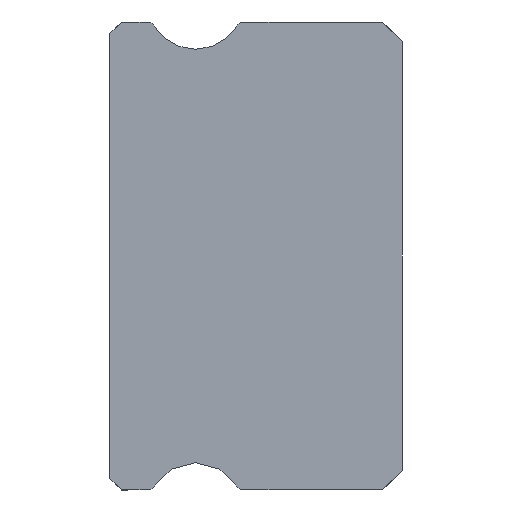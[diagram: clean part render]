
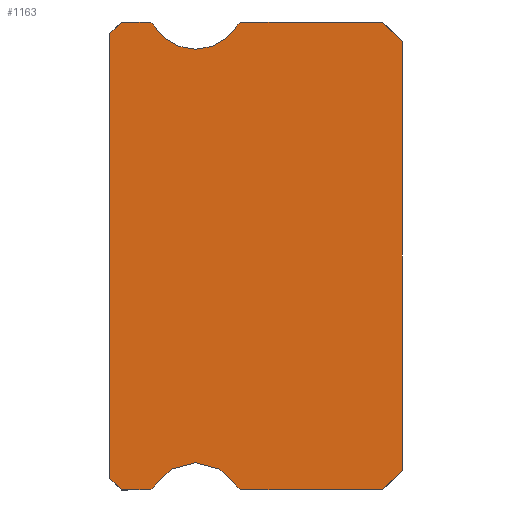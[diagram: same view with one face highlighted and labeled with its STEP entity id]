
A CAD part, left-side view. The second image highlights one B-rep face of the part: STEP entity #1163.
In plain terms, the highlighted planar face has unit normal (-1, 0, 0).
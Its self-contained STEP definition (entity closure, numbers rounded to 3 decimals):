
#31 = EDGE_CURVE ( 'NONE', #11074, #10466, #812, .T. ) ;
#298 = CARTESIAN_POINT ( 'NONE',  ( -15., 6.512, -5.85 ) ) ;
#359 = VERTEX_POINT ( 'NONE', #11997 ) ;
#362 = DIRECTION ( 'NONE',  ( 0., 0., -1. ) ) ;
#377 = DIRECTION ( 'NONE',  ( 0., 0., -1. ) ) ;
#378 = CARTESIAN_POINT ( 'NONE',  ( -15., 7.5, 5.7 ) ) ;
#502 = CARTESIAN_POINT ( 'NONE',  ( -15., 6.512, 5.85 ) ) ;
#567 = VERTEX_POINT ( 'NONE', #9728 ) ;
#611 = VECTOR ( 'NONE', #12849, 1000. ) ;
#669 = ORIENTED_EDGE ( 'NONE', *, *, #11138, .F. ) ;
#685 = LINE ( 'NONE', #7936, #11041 ) ;
#762 = EDGE_CURVE ( 'NONE', #7108, #4227, #1970, .T. ) ;
#799 = VECTOR ( 'NONE', #7222, 1000. ) ;
#812 = CIRCLE ( 'NONE', #6314, 0.15 ) ;
#835 = VECTOR ( 'NONE', #10492, 1000. ) ;
#982 = CARTESIAN_POINT ( 'NONE',  ( -15., 0.5, 6. ) ) ;
#985 = ORIENTED_EDGE ( 'NONE', *, *, #4426, .F. ) ;
#1120 = ORIENTED_EDGE ( 'NONE', *, *, #10424, .F. ) ;
#1163 = ADVANCED_FACE ( 'NONE', ( #5876 ), #11910, .F. ) ;
#1302 = VECTOR ( 'NONE', #13003, 1000. ) ;
#1348 = CARTESIAN_POINT ( 'NONE',  ( -15., 7.2, 6. ) ) ;
#1454 = AXIS2_PLACEMENT_3D ( 'NONE', #502, #5557, #377 ) ;
#1739 = EDGE_CURVE ( 'NONE', #3144, #2263, #10557, .T. ) ;
#1741 = ORIENTED_EDGE ( 'NONE', *, *, #1739, .F. ) ;
#1781 = AXIS2_PLACEMENT_3D ( 'NONE', #6465, #10567, #7822 ) ;
#1875 = CARTESIAN_POINT ( 'NONE',  ( -15., 5.3, -6.55 ) ) ;
#1970 = LINE ( 'NONE', #8170, #2412 ) ;
#2263 = VERTEX_POINT ( 'NONE', #6344 ) ;
#2314 = VECTOR ( 'NONE', #2392, 1000. ) ;
#2362 = VECTOR ( 'NONE', #9129, 1000. ) ;
#2368 = CARTESIAN_POINT ( 'NONE',  ( -15., 4.088, -6. ) ) ;
#2392 = DIRECTION ( 'NONE',  ( 0., -0.707, -0.707 ) ) ;
#2412 = VECTOR ( 'NONE', #4959, 1000. ) ;
#2553 = LINE ( 'NONE', #12692, #835 ) ;
#2569 = CARTESIAN_POINT ( 'NONE',  ( -15., 7.5, 5.7 ) ) ;
#2766 = DIRECTION ( 'NONE',  ( 1., 0., 0. ) ) ;
#2815 = AXIS2_PLACEMENT_3D ( 'NONE', #298, #11628, #362 ) ;
#2901 = CARTESIAN_POINT ( 'NONE',  ( -15., 6.383, 5.925 ) ) ;
#2917 = CARTESIAN_POINT ( 'NONE',  ( -15., 6.512, 6. ) ) ;
#2966 = CIRCLE ( 'NONE', #1454, 0.15 ) ;
#3000 = VERTEX_POINT ( 'NONE', #5478 ) ;
#3144 = VERTEX_POINT ( 'NONE', #12040 ) ;
#3153 = CARTESIAN_POINT ( 'NONE',  ( -15., 4.088, -5.85 ) ) ;
#3171 = LINE ( 'NONE', #5950, #799 ) ;
#3190 = ORIENTED_EDGE ( 'NONE', *, *, #6847, .T. ) ;
#3211 = DIRECTION ( 'NONE',  ( -1., 0., 0. ) ) ;
#3544 = CIRCLE ( 'NONE', #11003, 1.25 ) ;
#3578 = ORIENTED_EDGE ( 'NONE', *, *, #762, .T. ) ;
#3684 = ORIENTED_EDGE ( 'NONE', *, *, #5968, .F. ) ;
#3714 = LINE ( 'NONE', #378, #4343 ) ;
#4227 = VERTEX_POINT ( 'NONE', #10693 ) ;
#4239 = ORIENTED_EDGE ( 'NONE', *, *, #31, .F. ) ;
#4274 = DIRECTION ( 'NONE',  ( 0., 0., -1. ) ) ;
#4343 = VECTOR ( 'NONE', #9793, 1000. ) ;
#4357 = ORIENTED_EDGE ( 'NONE', *, *, #11353, .F. ) ;
#4426 = EDGE_CURVE ( 'NONE', #11577, #3000, #12498, .T. ) ;
#4716 = CARTESIAN_POINT ( 'NONE',  ( -15., 0.5, -6. ) ) ;
#4733 = DIRECTION ( 'NONE',  ( -1., 0., 0. ) ) ;
#4816 = DIRECTION ( 'NONE',  ( 0., 0., -1. ) ) ;
#4959 = DIRECTION ( 'NONE',  ( 0., -1., 0. ) ) ;
#5029 = CARTESIAN_POINT ( 'NONE',  ( -15., 4.217, -5.925 ) ) ;
#5060 = EDGE_CURVE ( 'NONE', #11761, #11074, #7702, .T. ) ;
#5282 = EDGE_CURVE ( 'NONE', #6702, #359, #9403, .T. ) ;
#5478 = CARTESIAN_POINT ( 'NONE',  ( -15., 5.3, 5.3 ) ) ;
#5502 = CARTESIAN_POINT ( 'NONE',  ( -15., 7.2, -6. ) ) ;
#5557 = DIRECTION ( 'NONE',  ( 1., 0., 0. ) ) ;
#5660 = DIRECTION ( 'NONE',  ( 0., 1., 0. ) ) ;
#5687 = CARTESIAN_POINT ( 'NONE',  ( -15., 6.512, -6. ) ) ;
#5820 = EDGE_CURVE ( 'NONE', #10336, #11317, #3171, .T. ) ;
#5876 = FACE_OUTER_BOUND ( 'NONE', #9699, .T. ) ;
#5900 = LINE ( 'NONE', #2917, #1302 ) ;
#5950 = CARTESIAN_POINT ( 'NONE',  ( -15., 7.5, 5.85 ) ) ;
#5968 = EDGE_CURVE ( 'NONE', #3000, #3144, #3544, .T. ) ;
#6022 = CARTESIAN_POINT ( 'NONE',  ( -15., 0., -5.5 ) ) ;
#6063 = VECTOR ( 'NONE', #5660, 1000. ) ;
#6153 = CIRCLE ( 'NONE', #6563, 1.25 ) ;
#6191 = DIRECTION ( 'NONE',  ( 1., 0., 0. ) ) ;
#6314 = AXIS2_PLACEMENT_3D ( 'NONE', #3153, #6191, #13103 ) ;
#6344 = CARTESIAN_POINT ( 'NONE',  ( -15., 4.088, 6. ) ) ;
#6465 = CARTESIAN_POINT ( 'NONE',  ( -15., 4.088, 5.85 ) ) ;
#6563 = AXIS2_PLACEMENT_3D ( 'NONE', #1875, #3211, #9532 ) ;
#6629 = VERTEX_POINT ( 'NONE', #8154 ) ;
#6702 = VERTEX_POINT ( 'NONE', #982 ) ;
#6847 = EDGE_CURVE ( 'NONE', #567, #6629, #9417, .T. ) ;
#7108 = VERTEX_POINT ( 'NONE', #5502 ) ;
#7196 = AXIS2_PLACEMENT_3D ( 'NONE', #12479, #7326, #4274 ) ;
#7222 = DIRECTION ( 'NONE',  ( 0., 0., 1. ) ) ;
#7326 = DIRECTION ( 'NONE',  ( -1., 0., 0. ) ) ;
#7611 = CARTESIAN_POINT ( 'NONE',  ( -15., 6.383, -5.925 ) ) ;
#7702 = LINE ( 'NONE', #5687, #611 ) ;
#7822 = DIRECTION ( 'NONE',  ( 0., 0., -1. ) ) ;
#7936 = CARTESIAN_POINT ( 'NONE',  ( -15., 7.2, -6. ) ) ;
#8154 = CARTESIAN_POINT ( 'NONE',  ( -15., 7.2, 6. ) ) ;
#8170 = CARTESIAN_POINT ( 'NONE',  ( -15., 6.512, -6. ) ) ;
#8402 = EDGE_CURVE ( 'NONE', #6629, #11317, #3714, .T. ) ;
#8540 = CIRCLE ( 'NONE', #2815, 0.15 ) ;
#9129 = DIRECTION ( 'NONE',  ( 0., 0.707, -0.707 ) ) ;
#9403 = LINE ( 'NONE', #12174, #2314 ) ;
#9417 = LINE ( 'NONE', #1348, #6063 ) ;
#9532 = DIRECTION ( 'NONE',  ( 0., 0., -1. ) ) ;
#9699 = EDGE_LOOP ( 'NONE', ( #12084, #11009, #10198, #3578, #4357, #1120, #4239, #10651, #12584, #10218, #12505, #669, #1741, #3684, #985, #11500, #3190 ) ) ;
#9728 = CARTESIAN_POINT ( 'NONE',  ( -15., 6.512, 6. ) ) ;
#9764 = CARTESIAN_POINT ( 'NONE',  ( -15., 5.3, 6.55 ) ) ;
#9793 = DIRECTION ( 'NONE',  ( 0., 0.707, -0.707 ) ) ;
#10198 = ORIENTED_EDGE ( 'NONE', *, *, #13175, .T. ) ;
#10218 = ORIENTED_EDGE ( 'NONE', *, *, #13006, .T. ) ;
#10336 = VERTEX_POINT ( 'NONE', #12034 ) ;
#10424 = EDGE_CURVE ( 'NONE', #10466, #12999, #6153, .T. ) ;
#10466 = VERTEX_POINT ( 'NONE', #5029 ) ;
#10492 = DIRECTION ( 'NONE',  ( 0., 0., 1. ) ) ;
#10557 = CIRCLE ( 'NONE', #1781, 0.15 ) ;
#10567 = DIRECTION ( 'NONE',  ( 1., 0., 0. ) ) ;
#10651 = ORIENTED_EDGE ( 'NONE', *, *, #5060, .F. ) ;
#10693 = CARTESIAN_POINT ( 'NONE',  ( -15., 6.512, -6. ) ) ;
#10954 = EDGE_CURVE ( 'NONE', #567, #11577, #2966, .T. ) ;
#11003 = AXIS2_PLACEMENT_3D ( 'NONE', #9764, #4733, #12906 ) ;
#11009 = ORIENTED_EDGE ( 'NONE', *, *, #5820, .F. ) ;
#11041 = VECTOR ( 'NONE', #12014, 1000. ) ;
#11070 = VERTEX_POINT ( 'NONE', #12641 ) ;
#11074 = VERTEX_POINT ( 'NONE', #2368 ) ;
#11117 = LINE ( 'NONE', #6022, #2362 ) ;
#11138 = EDGE_CURVE ( 'NONE', #2263, #6702, #5900, .T. ) ;
#11307 = EDGE_CURVE ( 'NONE', #11070, #11761, #11117, .T. ) ;
#11317 = VERTEX_POINT ( 'NONE', #2569 ) ;
#11353 = EDGE_CURVE ( 'NONE', #12999, #4227, #8540, .T. ) ;
#11500 = ORIENTED_EDGE ( 'NONE', *, *, #10954, .F. ) ;
#11577 = VERTEX_POINT ( 'NONE', #2901 ) ;
#11587 = AXIS2_PLACEMENT_3D ( 'NONE', #12977, #2766, #4816 ) ;
#11628 = DIRECTION ( 'NONE',  ( 1., 0., 0. ) ) ;
#11761 = VERTEX_POINT ( 'NONE', #4716 ) ;
#11910 = PLANE ( 'NONE',  #11587 ) ;
#11997 = CARTESIAN_POINT ( 'NONE',  ( -15., 0., 5.5 ) ) ;
#12014 = DIRECTION ( 'NONE',  ( 0., -0.707, -0.707 ) ) ;
#12034 = CARTESIAN_POINT ( 'NONE',  ( -15., 7.5, -5.7 ) ) ;
#12040 = CARTESIAN_POINT ( 'NONE',  ( -15., 4.217, 5.925 ) ) ;
#12084 = ORIENTED_EDGE ( 'NONE', *, *, #8402, .T. ) ;
#12174 = CARTESIAN_POINT ( 'NONE',  ( -15., 0.5, 6. ) ) ;
#12479 = CARTESIAN_POINT ( 'NONE',  ( -15., 5.3, 6.55 ) ) ;
#12498 = CIRCLE ( 'NONE', #7196, 1.25 ) ;
#12505 = ORIENTED_EDGE ( 'NONE', *, *, #5282, .F. ) ;
#12584 = ORIENTED_EDGE ( 'NONE', *, *, #11307, .F. ) ;
#12641 = CARTESIAN_POINT ( 'NONE',  ( -15., 0., -5.5 ) ) ;
#12692 = CARTESIAN_POINT ( 'NONE',  ( -15., 0., 5.5 ) ) ;
#12849 = DIRECTION ( 'NONE',  ( 0., 1., 0. ) ) ;
#12906 = DIRECTION ( 'NONE',  ( 0., 0., -1. ) ) ;
#12977 = CARTESIAN_POINT ( 'NONE',  ( -15., 6.512, 5.85 ) ) ;
#12999 = VERTEX_POINT ( 'NONE', #7611 ) ;
#13003 = DIRECTION ( 'NONE',  ( 0., -1., 0. ) ) ;
#13006 = EDGE_CURVE ( 'NONE', #11070, #359, #2553, .T. ) ;
#13103 = DIRECTION ( 'NONE',  ( 0., 0., -1. ) ) ;
#13175 = EDGE_CURVE ( 'NONE', #10336, #7108, #685, .T. ) ;
